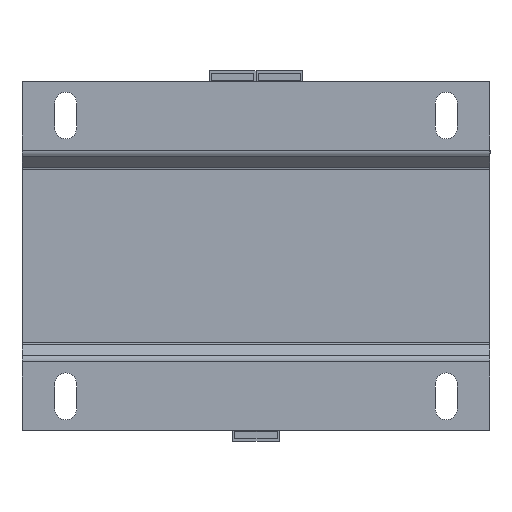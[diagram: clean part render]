
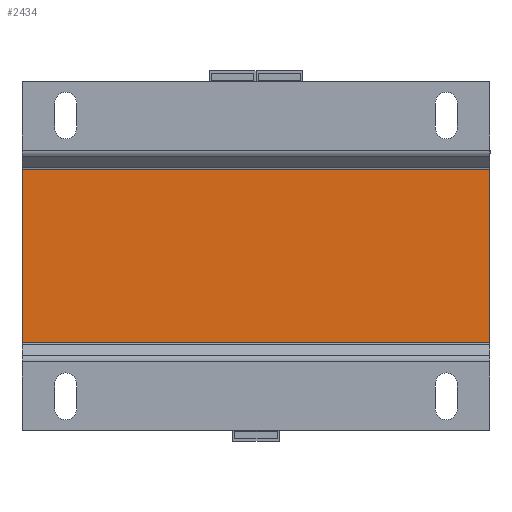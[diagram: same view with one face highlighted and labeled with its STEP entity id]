
A CAD part, front view. The second image highlights one B-rep face of the part: STEP entity #2434.
In plain terms, the highlighted planar face has unit normal (0, -1, 0).
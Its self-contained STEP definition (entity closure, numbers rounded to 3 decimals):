
#635 = VERTEX_POINT ( 'NONE', #9979 ) ;
#813 = DIRECTION ( 'NONE',  ( 1., 0., 0. ) ) ;
#1360 = VERTEX_POINT ( 'NONE', #8761 ) ;
#1941 = ORIENTED_EDGE ( 'NONE', *, *, #6949, .F. ) ;
#2159 = CARTESIAN_POINT ( 'NONE',  ( 0., -64.5, 0. ) ) ;
#2434 = ADVANCED_FACE ( 'NONE', ( #2944 ), #9319, .F. ) ;
#2741 = LINE ( 'NONE', #2862, #7015 ) ;
#2862 = CARTESIAN_POINT ( 'NONE',  ( 0., -64.5, -27.757 ) ) ;
#2944 = FACE_OUTER_BOUND ( 'NONE', #3356, .T. ) ;
#3356 = EDGE_LOOP ( 'NONE', ( #1941, #6433, #6962, #3424 ) ) ;
#3424 = ORIENTED_EDGE ( 'NONE', *, *, #3525, .F. ) ;
#3525 = EDGE_CURVE ( 'NONE', #5126, #635, #4914, .T. ) ;
#4020 = AXIS2_PLACEMENT_3D ( 'NONE', #2159, #7838, #10187 ) ;
#4505 = CARTESIAN_POINT ( 'NONE',  ( 75., -64.5, 27.757 ) ) ;
#4530 = CARTESIAN_POINT ( 'NONE',  ( 75., -64.5, -56. ) ) ;
#4914 = LINE ( 'NONE', #4530, #8682 ) ;
#5053 = DIRECTION ( 'NONE',  ( 0., 0., 1. ) ) ;
#5094 = EDGE_CURVE ( 'NONE', #1360, #635, #2741, .T. ) ;
#5126 = VERTEX_POINT ( 'NONE', #4505 ) ;
#6422 = LINE ( 'NONE', #8034, #6681 ) ;
#6433 = ORIENTED_EDGE ( 'NONE', *, *, #6584, .F. ) ;
#6584 = EDGE_CURVE ( 'NONE', #1360, #7810, #10389, .T. ) ;
#6681 = VECTOR ( 'NONE', #813, 1000. ) ;
#6806 = DIRECTION ( 'NONE',  ( 0., 0., -1. ) ) ;
#6949 = EDGE_CURVE ( 'NONE', #7810, #5126, #6422, .T. ) ;
#6962 = ORIENTED_EDGE ( 'NONE', *, *, #5094, .T. ) ;
#7015 = VECTOR ( 'NONE', #8468, 1000. ) ;
#7810 = VERTEX_POINT ( 'NONE', #8375 ) ;
#7838 = DIRECTION ( 'NONE',  ( 0., 1., 0. ) ) ;
#8034 = CARTESIAN_POINT ( 'NONE',  ( 0., -64.5, 27.757 ) ) ;
#8375 = CARTESIAN_POINT ( 'NONE',  ( -75., -64.5, 27.757 ) ) ;
#8468 = DIRECTION ( 'NONE',  ( 1., 0., 0. ) ) ;
#8682 = VECTOR ( 'NONE', #6806, 1000. ) ;
#8761 = CARTESIAN_POINT ( 'NONE',  ( -75., -64.5, -27.757 ) ) ;
#9026 = CARTESIAN_POINT ( 'NONE',  ( -75., -64.5, -56. ) ) ;
#9319 = PLANE ( 'NONE',  #4020 ) ;
#9859 = VECTOR ( 'NONE', #5053, 1000. ) ;
#9979 = CARTESIAN_POINT ( 'NONE',  ( 75., -64.5, -27.757 ) ) ;
#10187 = DIRECTION ( 'NONE',  ( -1., 0., 0. ) ) ;
#10389 = LINE ( 'NONE', #9026, #9859 ) ;
